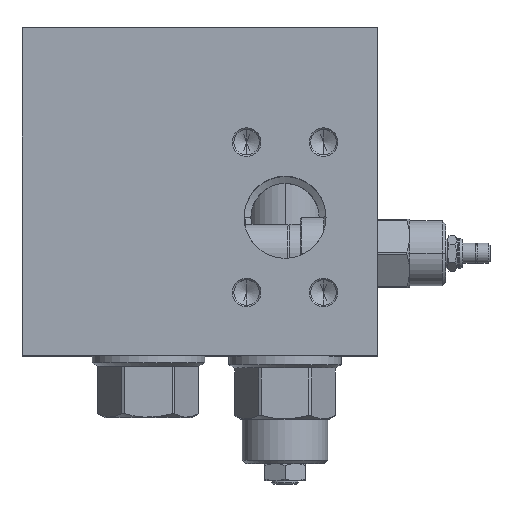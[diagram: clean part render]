
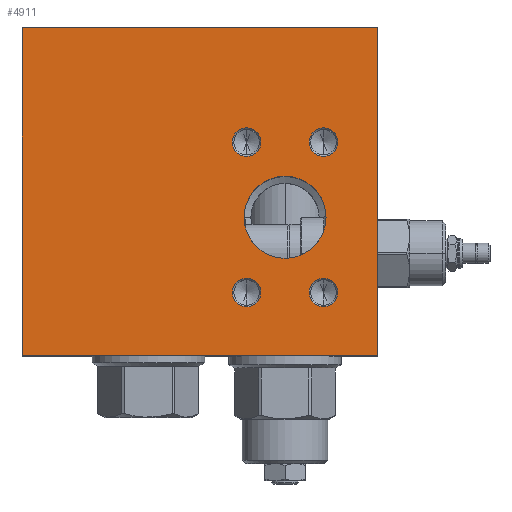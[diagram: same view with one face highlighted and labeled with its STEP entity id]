
A CAD part, top view. The second image highlights one B-rep face of the part: STEP entity #4911.
In plain terms, the highlighted planar face has unit normal (0, 0, 1).
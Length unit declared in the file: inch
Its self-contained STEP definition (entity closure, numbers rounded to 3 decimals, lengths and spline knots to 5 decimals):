
#273=DIRECTION('',(0.,-1.,0.));
#274=VECTOR('',#273,6.);
#275=CARTESIAN_POINT('',(0.,0.,5.938));
#276=LINE('',#275,#274);
#277=DIRECTION('',(-1.,0.,0.));
#278=VECTOR('',#277,6.5);
#279=CARTESIAN_POINT('',(6.5,0.,5.938));
#280=LINE('',#279,#278);
#281=DIRECTION('',(0.,1.,0.));
#282=VECTOR('',#281,6.);
#283=CARTESIAN_POINT('',(6.5,-6.,5.938));
#284=LINE('',#283,#282);
#285=DIRECTION('',(1.,0.,0.));
#286=VECTOR('',#285,6.5);
#287=CARTESIAN_POINT('',(0.,-6.,5.938));
#288=LINE('',#287,#286);
#289=CARTESIAN_POINT('',(4.812,-3.469,5.938));
#290=DIRECTION('',(0.,0.,-1.));
#291=DIRECTION('',(-1.,0.,0.));
#292=AXIS2_PLACEMENT_3D('',#289,#290,#291);
#294=CARTESIAN_POINT('',(4.812,-3.469,5.938));
#295=DIRECTION('',(0.,0.,-1.));
#296=DIRECTION('',(1.,0.,0.));
#297=AXIS2_PLACEMENT_3D('',#294,#295,#296);
#299=CARTESIAN_POINT('',(4.109,-2.094,5.938));
#300=DIRECTION('',(0.,0.,-1.));
#301=DIRECTION('',(0.,1.,0.));
#302=AXIS2_PLACEMENT_3D('',#299,#300,#301);
#304=CARTESIAN_POINT('',(4.109,-2.094,5.938));
#305=DIRECTION('',(0.,0.,-1.));
#306=DIRECTION('',(0.,-1.,0.));
#307=AXIS2_PLACEMENT_3D('',#304,#305,#306);
#309=CARTESIAN_POINT('',(5.516,-2.094,5.938));
#310=DIRECTION('',(0.,0.,-1.));
#311=DIRECTION('',(0.,1.,0.));
#312=AXIS2_PLACEMENT_3D('',#309,#310,#311);
#314=CARTESIAN_POINT('',(5.516,-2.094,5.938));
#315=DIRECTION('',(0.,0.,-1.));
#316=DIRECTION('',(0.,-1.,0.));
#317=AXIS2_PLACEMENT_3D('',#314,#315,#316);
#319=CARTESIAN_POINT('',(5.516,-4.844,5.938));
#320=DIRECTION('',(0.,0.,-1.));
#321=DIRECTION('',(0.,1.,0.));
#322=AXIS2_PLACEMENT_3D('',#319,#320,#321);
#324=CARTESIAN_POINT('',(5.516,-4.844,5.938));
#325=DIRECTION('',(0.,0.,-1.));
#326=DIRECTION('',(0.,-1.,0.));
#327=AXIS2_PLACEMENT_3D('',#324,#325,#326);
#329=CARTESIAN_POINT('',(4.109,-4.844,5.938));
#330=DIRECTION('',(0.,0.,-1.));
#331=DIRECTION('',(0.,1.,0.));
#332=AXIS2_PLACEMENT_3D('',#329,#330,#331);
#334=CARTESIAN_POINT('',(4.109,-4.844,5.938));
#335=DIRECTION('',(0.,0.,-1.));
#336=DIRECTION('',(0.,-1.,0.));
#337=AXIS2_PLACEMENT_3D('',#334,#335,#336);
#3989=CARTESIAN_POINT('',(0.,0.,5.938));
#3990=CARTESIAN_POINT('',(0.,-6.,5.938));
#3991=VERTEX_POINT('',#3989);
#3992=VERTEX_POINT('',#3990);
#3993=CARTESIAN_POINT('',(6.5,-6.,5.938));
#3994=VERTEX_POINT('',#3993);
#3995=CARTESIAN_POINT('',(6.5,0.,5.938));
#3996=VERTEX_POINT('',#3995);
#4527=CARTESIAN_POINT('',(4.062,-3.469,5.938));
#4528=CARTESIAN_POINT('',(5.562,-3.469,5.938));
#4529=VERTEX_POINT('',#4527);
#4530=VERTEX_POINT('',#4528);
#4556=CARTESIAN_POINT('',(4.109,-1.833,5.938));
#4558=VERTEX_POINT('',#4556);
#4562=CARTESIAN_POINT('',(4.109,-2.355,5.938));
#4564=VERTEX_POINT('',#4562);
#4582=CARTESIAN_POINT('',(5.516,-1.833,5.938));
#4584=VERTEX_POINT('',#4582);
#4588=CARTESIAN_POINT('',(5.516,-2.355,5.938));
#4590=VERTEX_POINT('',#4588);
#4608=CARTESIAN_POINT('',(5.516,-4.583,5.938));
#4610=VERTEX_POINT('',#4608);
#4614=CARTESIAN_POINT('',(5.516,-5.105,5.938));
#4616=VERTEX_POINT('',#4614);
#4634=CARTESIAN_POINT('',(4.109,-4.583,5.938));
#4636=VERTEX_POINT('',#4634);
#4640=CARTESIAN_POINT('',(4.109,-5.105,5.938));
#4642=VERTEX_POINT('',#4640);
#4870=CARTESIAN_POINT('',(0.,0.,5.938));
#4871=DIRECTION('',(0.,0.,1.));
#4872=DIRECTION('',(1.,0.,0.));
#4873=AXIS2_PLACEMENT_3D('',#4870,#4871,#4872);
#4874=PLANE('',#4873);
#4875=ORIENTED_EDGE('',*,*,#4708,.F.);
#4876=ORIENTED_EDGE('',*,*,#4783,.F.);
#4877=ORIENTED_EDGE('',*,*,#4821,.F.);
#4878=ORIENTED_EDGE('',*,*,#4846,.F.);
#4879=EDGE_LOOP('',(#4875,#4876,#4877,#4878));
#4880=FACE_OUTER_BOUND('',#4879,.F.);
#4882=ORIENTED_EDGE('',*,*,#4881,.F.);
#4884=ORIENTED_EDGE('',*,*,#4883,.F.);
#4885=EDGE_LOOP('',(#4882,#4884));
#4886=FACE_BOUND('',#4885,.F.);
#4888=ORIENTED_EDGE('',*,*,#4887,.F.);
#4890=ORIENTED_EDGE('',*,*,#4889,.F.);
#4891=EDGE_LOOP('',(#4888,#4890));
#4892=FACE_BOUND('',#4891,.F.);
#4894=ORIENTED_EDGE('',*,*,#4893,.F.);
#4896=ORIENTED_EDGE('',*,*,#4895,.F.);
#4897=EDGE_LOOP('',(#4894,#4896));
#4898=FACE_BOUND('',#4897,.F.);
#4900=ORIENTED_EDGE('',*,*,#4899,.F.);
#4902=ORIENTED_EDGE('',*,*,#4901,.F.);
#4903=EDGE_LOOP('',(#4900,#4902));
#4904=FACE_BOUND('',#4903,.F.);
#4906=ORIENTED_EDGE('',*,*,#4905,.F.);
#4908=ORIENTED_EDGE('',*,*,#4907,.F.);
#4909=EDGE_LOOP('',(#4906,#4908));
#4910=FACE_BOUND('',#4909,.F.);
#4911=ADVANCED_FACE('',(#4880,#4886,#4892,#4898,#4904,#4910),#4874,.T.);
#293=CIRCLE('',#292,0.75);
#298=CIRCLE('',#297,0.75);
#303=CIRCLE('',#302,0.261);
#308=CIRCLE('',#307,0.261);
#313=CIRCLE('',#312,0.261);
#318=CIRCLE('',#317,0.261);
#323=CIRCLE('',#322,0.261);
#328=CIRCLE('',#327,0.261);
#333=CIRCLE('',#332,0.261);
#338=CIRCLE('',#337,0.261);
#4708=EDGE_CURVE('',#3991,#3992,#276,.T.);
#4783=EDGE_CURVE('',#3996,#3991,#280,.T.);
#4821=EDGE_CURVE('',#3994,#3996,#284,.T.);
#4846=EDGE_CURVE('',#3992,#3994,#288,.T.);
#4881=EDGE_CURVE('',#4529,#4530,#293,.T.);
#4883=EDGE_CURVE('',#4530,#4529,#298,.T.);
#4887=EDGE_CURVE('',#4558,#4564,#303,.T.);
#4889=EDGE_CURVE('',#4564,#4558,#308,.T.);
#4893=EDGE_CURVE('',#4584,#4590,#313,.T.);
#4895=EDGE_CURVE('',#4590,#4584,#318,.T.);
#4899=EDGE_CURVE('',#4610,#4616,#323,.T.);
#4901=EDGE_CURVE('',#4616,#4610,#328,.T.);
#4905=EDGE_CURVE('',#4636,#4642,#333,.T.);
#4907=EDGE_CURVE('',#4642,#4636,#338,.T.);
